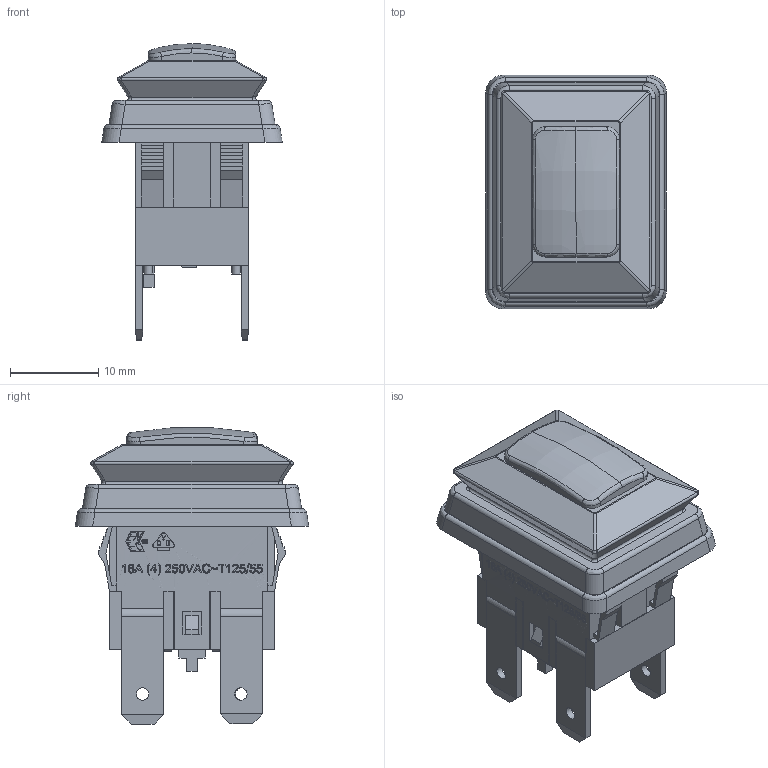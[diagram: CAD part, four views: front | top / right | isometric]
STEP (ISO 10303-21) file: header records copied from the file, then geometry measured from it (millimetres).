
FILE_DESCRIPTION((' '),'2;1');
FILE_NAME('PA4R12Cx000-1xx.stp','2017-07-27T10:08:34',(' '),(' '),' ','ACIS',' ');
FILE_SCHEMA(('CONFIG_CONTROL_DESIGN'));
Length unit declared in the file: inch
Products named in the file (1): PA4R12Cx000-1xx.stp
Bounding box: 20.5 x 26.5 x 33.63 mm (x, y, z)
Volume: 4719.8 mm3; surface area: 7192.6 mm2
Topology: 1 solids, 2 shells, 1609 faces, 4280 edges, 2708 vertices
Faces by surface type: plane 1148, bspline 299, cylinder 158, torus 4
Full cylindrical faces by diameter (mm): 0.95 x4, 1.4 x4, 2.5 x2, 3 x1
Entity records: 52632 total; most frequent: CARTESIAN_POINT 14272, ORIENTED_EDGE 8526, DIRECTION 6745, EDGE_CURVE 4263, VECTOR 3317, LINE 3317, VERTEX_POINT 2705, EDGE_LOOP 1748
